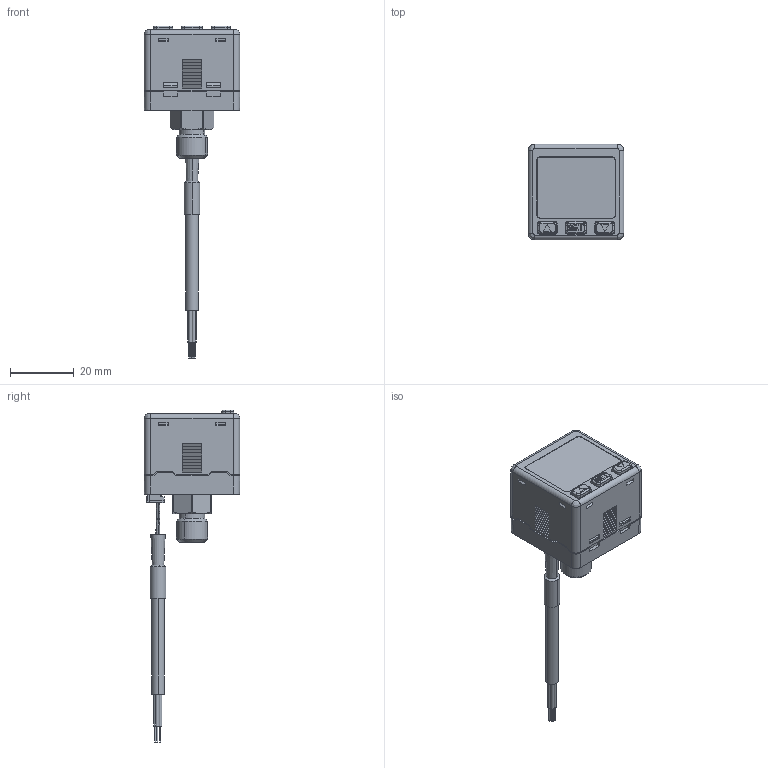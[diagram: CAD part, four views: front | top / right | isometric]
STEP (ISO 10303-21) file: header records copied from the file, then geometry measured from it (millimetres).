
FILE_DESCRIPTION((''),'2;1');
FILE_NAME('KP43-F3','2019-06-18T',('Stark'),(''),'CREO PARAMETRIC BY PTC INC, 2014500','CREO PARAMETRIC BY PTC INC, 2014500','');
FILE_SCHEMA(('CONFIG_CONTROL_DESIGN'));
Length unit declared in the file: millimetre
Products named in the file (1): KP43-F3
Bounding box: 30.03 x 30 x 104.05 mm (x, y, z)
Volume: 23995.2 mm3; surface area: 8140.6 mm2
Topology: 1 solids, 1 shells, 830 faces, 2099 edges, 1320 vertices
Faces by surface type: plane 653, cylinder 106, cone 30, bspline 27, torus 13, sphere 1
Entity records: 25606 total; most frequent: CARTESIAN_POINT 5664, ORIENTED_EDGE 4198, DIRECTION 3907, EDGE_CURVE 2099, VECTOR 1749, LINE 1749, VERTEX_POINT 1320, AXIS2_PLACEMENT_3D 1079
